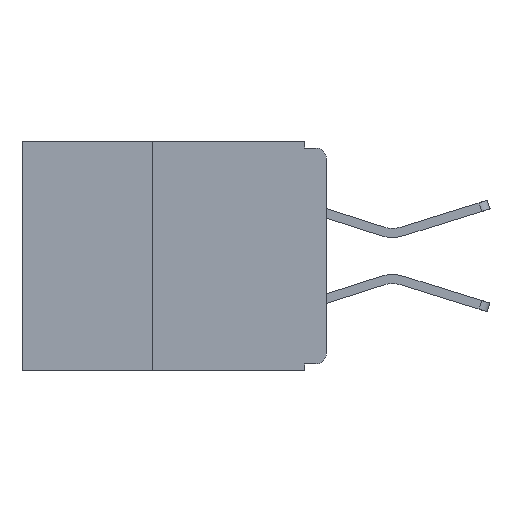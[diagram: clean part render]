
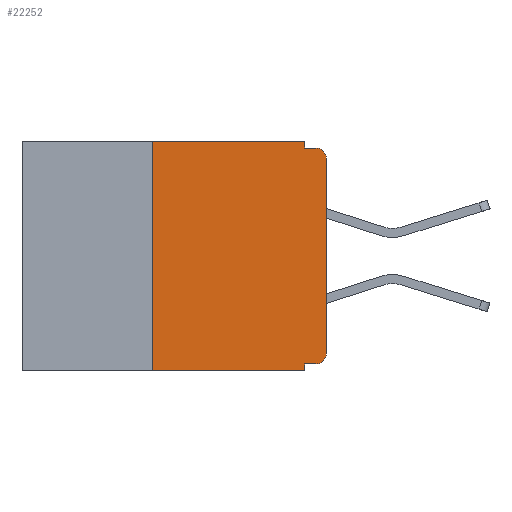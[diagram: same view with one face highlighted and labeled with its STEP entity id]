
A CAD part, left-side view. The second image highlights one B-rep face of the part: STEP entity #22252.
In plain terms, the highlighted planar face has unit normal (-1, 0, 0).
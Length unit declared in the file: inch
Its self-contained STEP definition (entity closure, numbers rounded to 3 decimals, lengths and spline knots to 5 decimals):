
#27 = EDGE_CURVE ( 'NONE', #8540, #2586, #13427, .T. ) ;
#451 = CARTESIAN_POINT ( 'NONE',  ( 0., 0.031, 0. ) ) ;
#1553 = VECTOR ( 'NONE', #6925, 39.37008 ) ;
#1695 = CARTESIAN_POINT ( 'NONE',  ( 0., 0.25, -0.33 ) ) ;
#2586 = VERTEX_POINT ( 'NONE', #3482 ) ;
#2674 = CARTESIAN_POINT ( 'NONE',  ( 0., 0.031, 0. ) ) ;
#2677 = CARTESIAN_POINT ( 'NONE',  ( 0., 0.015, -0.025 ) ) ;
#3020 = LINE ( 'NONE', #8869, #14135 ) ;
#3203 = VECTOR ( 'NONE', #24730, 39.37008 ) ;
#3221 = CARTESIAN_POINT ( 'NONE',  ( 0., 0.031, -0.33 ) ) ;
#3482 = CARTESIAN_POINT ( 'NONE',  ( 0., 0., -0.025 ) ) ;
#3503 = CIRCLE ( 'NONE', #14399, 0.015 ) ;
#3714 = EDGE_CURVE ( 'NONE', #7303, #8540, #3503, .T. ) ;
#3817 = VERTEX_POINT ( 'NONE', #13351 ) ;
#4197 = ORIENTED_EDGE ( 'NONE', *, *, #11318, .F. ) ;
#4982 = DIRECTION ( 'NONE',  ( 0., 0., -1. ) ) ;
#5026 = CARTESIAN_POINT ( 'NONE',  ( 0., 0.437, 0. ) ) ;
#5049 = CARTESIAN_POINT ( 'NONE',  ( 0., 0.031, -0.32 ) ) ;
#5415 = EDGE_CURVE ( 'NONE', #18149, #21634, #7420, .T. ) ;
#5965 = CARTESIAN_POINT ( 'NONE',  ( 0., 0.437, 0. ) ) ;
#6586 = LINE ( 'NONE', #17782, #17594 ) ;
#6719 = EDGE_CURVE ( 'NONE', #2586, #3817, #10121, .T. ) ;
#6899 = EDGE_CURVE ( 'NONE', #12279, #21634, #11127, .T. ) ;
#6925 = DIRECTION ( 'NONE',  ( 0., 0., 1. ) ) ;
#7303 = VERTEX_POINT ( 'NONE', #9692 ) ;
#7420 = LINE ( 'NONE', #9216, #12589 ) ;
#7513 = CARTESIAN_POINT ( 'NONE',  ( 0., 0.031, -0.01 ) ) ;
#7584 = EDGE_LOOP ( 'NONE', ( #13512, #12507, #24078, #4197, #17316, #12857, #25793, #16300, #27750, #17003 ) ) ;
#8206 = DIRECTION ( 'NONE',  ( 0., 0., -1. ) ) ;
#8391 = EDGE_CURVE ( 'NONE', #12279, #19194, #6586, .T. ) ;
#8540 = VERTEX_POINT ( 'NONE', #16049 ) ;
#8869 = CARTESIAN_POINT ( 'NONE',  ( 0., 0., -0.32 ) ) ;
#9216 = CARTESIAN_POINT ( 'NONE',  ( 0., 0.031, -0.33 ) ) ;
#9344 = VECTOR ( 'NONE', #18992, 39.37008 ) ;
#9692 = CARTESIAN_POINT ( 'NONE',  ( 0., 0.015, -0.32 ) ) ;
#10016 = VECTOR ( 'NONE', #11538, 39.37008 ) ;
#10121 = CIRCLE ( 'NONE', #21576, 0.015 ) ;
#11085 = DIRECTION ( 'NONE',  ( 0., 1., 0. ) ) ;
#11127 = LINE ( 'NONE', #12123, #21377 ) ;
#11157 = EDGE_CURVE ( 'NONE', #7303, #18149, #3020, .T. ) ;
#11318 = EDGE_CURVE ( 'NONE', #20363, #15560, #16543, .T. ) ;
#11414 = DIRECTION ( 'NONE',  ( 0., 0., -1. ) ) ;
#11538 = DIRECTION ( 'NONE',  ( 0., 0., -1. ) ) ;
#12123 = CARTESIAN_POINT ( 'NONE',  ( 0., 0.437, -0.33 ) ) ;
#12279 = VERTEX_POINT ( 'NONE', #1695 ) ;
#12507 = ORIENTED_EDGE ( 'NONE', *, *, #6719, .T. ) ;
#12589 = VECTOR ( 'NONE', #11414, 39.37008 ) ;
#12857 = ORIENTED_EDGE ( 'NONE', *, *, #8391, .F. ) ;
#13351 = CARTESIAN_POINT ( 'NONE',  ( 0., 0.015, -0.01 ) ) ;
#13427 = LINE ( 'NONE', #27973, #1553 ) ;
#13512 = ORIENTED_EDGE ( 'NONE', *, *, #27, .T. ) ;
#14135 = VECTOR ( 'NONE', #11085, 39.37008 ) ;
#14399 = AXIS2_PLACEMENT_3D ( 'NONE', #15564, #15534, #15509 ) ;
#14626 = PLANE ( 'NONE',  #15003 ) ;
#15003 = AXIS2_PLACEMENT_3D ( 'NONE', #5965, #21302, #8206 ) ;
#15509 = DIRECTION ( 'NONE',  ( 0., 0., -1. ) ) ;
#15534 = DIRECTION ( 'NONE',  ( -1., 0., 0. ) ) ;
#15560 = VERTEX_POINT ( 'NONE', #7513 ) ;
#15564 = CARTESIAN_POINT ( 'NONE',  ( 0., 0.015, -0.305 ) ) ;
#16049 = CARTESIAN_POINT ( 'NONE',  ( 0., 0., -0.305 ) ) ;
#16300 = ORIENTED_EDGE ( 'NONE', *, *, #5415, .F. ) ;
#16543 = LINE ( 'NONE', #2674, #10016 ) ;
#16782 = FACE_OUTER_BOUND ( 'NONE', #7584, .T. ) ;
#17003 = ORIENTED_EDGE ( 'NONE', *, *, #3714, .T. ) ;
#17316 = ORIENTED_EDGE ( 'NONE', *, *, #27478, .F. ) ;
#17594 = VECTOR ( 'NONE', #22127, 39.37008 ) ;
#17782 = CARTESIAN_POINT ( 'NONE',  ( 0., 0.25, -0.33 ) ) ;
#18149 = VERTEX_POINT ( 'NONE', #5049 ) ;
#18167 = DIRECTION ( 'NONE',  ( -1., 0., 0. ) ) ;
#18992 = DIRECTION ( 'NONE',  ( 0., -1., 0. ) ) ;
#19194 = VERTEX_POINT ( 'NONE', #22875 ) ;
#19955 = EDGE_CURVE ( 'NONE', #15560, #3817, #21668, .T. ) ;
#20363 = VERTEX_POINT ( 'NONE', #451 ) ;
#21302 = DIRECTION ( 'NONE',  ( 1., 0., 0. ) ) ;
#21377 = VECTOR ( 'NONE', #25157, 39.37008 ) ;
#21576 = AXIS2_PLACEMENT_3D ( 'NONE', #2677, #18167, #4982 ) ;
#21634 = VERTEX_POINT ( 'NONE', #3221 ) ;
#21668 = LINE ( 'NONE', #25394, #9344 ) ;
#22127 = DIRECTION ( 'NONE',  ( 0., 0., 1. ) ) ;
#22147 = LINE ( 'NONE', #5026, #3203 ) ;
#22252 = ADVANCED_FACE ( 'NONE', ( #16782 ), #14626, .F. ) ;
#22875 = CARTESIAN_POINT ( 'NONE',  ( 0., 0.25, 0. ) ) ;
#24078 = ORIENTED_EDGE ( 'NONE', *, *, #19955, .F. ) ;
#24730 = DIRECTION ( 'NONE',  ( 0., -1., 0. ) ) ;
#25157 = DIRECTION ( 'NONE',  ( 0., -1., 0. ) ) ;
#25394 = CARTESIAN_POINT ( 'NONE',  ( 0., 0., -0.01 ) ) ;
#25793 = ORIENTED_EDGE ( 'NONE', *, *, #6899, .T. ) ;
#27478 = EDGE_CURVE ( 'NONE', #19194, #20363, #22147, .T. ) ;
#27750 = ORIENTED_EDGE ( 'NONE', *, *, #11157, .F. ) ;
#27973 = CARTESIAN_POINT ( 'NONE',  ( 0., 0., 0. ) ) ;
